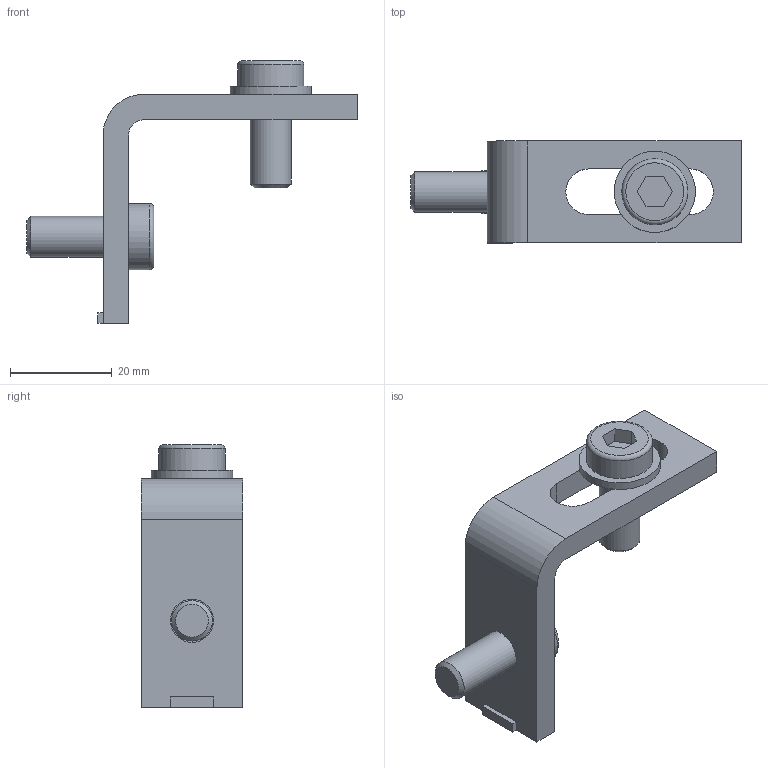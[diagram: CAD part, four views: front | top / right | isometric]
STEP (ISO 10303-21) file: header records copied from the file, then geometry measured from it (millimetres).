
FILE_DESCRIPTION(/* description */ (''),/* implementation_level */ '2;1');
FILE_NAME(/* name */ '41-440-1.stp',/* time_stamp */ '2022-04-15T07:59:02-04:00',/* author */ ('jmurphy'),/* organization */ (''),/* preprocessor_version */ 'ST-DEVELOPER v18.1',/* originating_system */ 'AutoCAD Mechanical',/* authorisation */ '');
FILE_SCHEMA (('AUTOMOTIVE_DESIGN { 1 0 10303 214 3 1 1 }'));
Length unit declared in the file: millimetre
Products named in the file (4): Product; M8 Flat Washer; 21_12020; M8X20LHSCS-0
Assembly tree (4 placements, depth 3):
  Product
    M8 Flat Washer
    21_12020  x2
      M8X20LHSCS-0
Bounding box: 65 x 20 x 51.6 mm (x, y, z)
Volume: 10621.3 mm3; surface area: 6911.7 mm2
Topology: 4 solids, 4 shells, 55 faces, 127 edges, 84 vertices
Faces by surface type: plane 40, cylinder 11, cone 2, torus 2
Full cylindrical faces by diameter (mm): 8 x2, 8.4 x1, 8.5 x1, 13 x2, 16 x1
Entity records: 1291 total; most frequent: DIRECTION 218, CARTESIAN_POINT 212, ORIENTED_EDGE 196, EDGE_CURVE 98, LINE 76, VECTOR 76, AXIS2_PLACEMENT_3D 71, VERTEX_POINT 65
